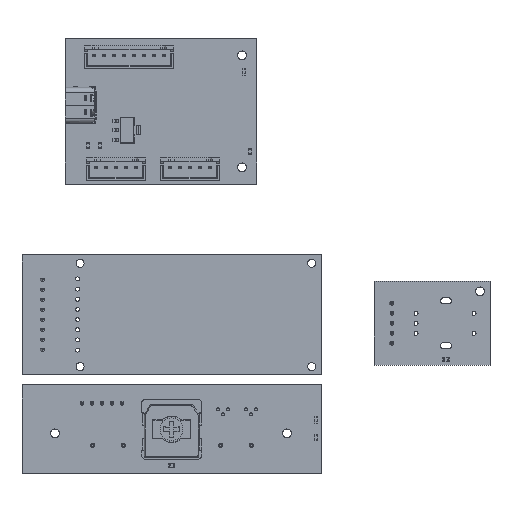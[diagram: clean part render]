
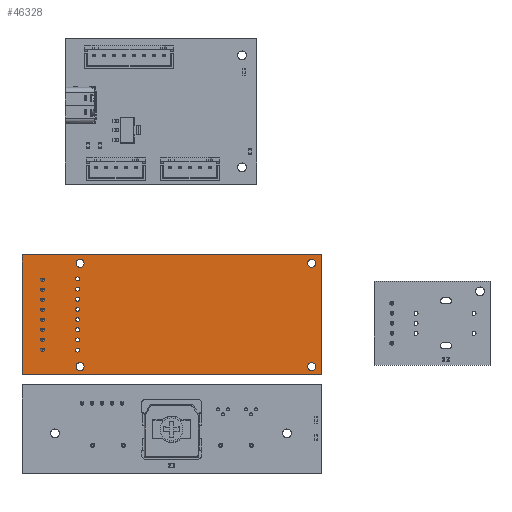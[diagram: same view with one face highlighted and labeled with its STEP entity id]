
A CAD part, top view. The second image highlights one B-rep face of the part: STEP entity #46328.
In plain terms, the highlighted planar face has unit normal (0, 0, 1).
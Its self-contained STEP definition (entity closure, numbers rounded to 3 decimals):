
#45996 = VERTEX_POINT('',#45997);
#45997 = CARTESIAN_POINT('',(146.8,-159.9,1.51));
#46003 = EDGE_CURVE('',#45996,#46004,#46006,.T.);
#46004 = VERTEX_POINT('',#46005);
#46005 = CARTESIAN_POINT('',(72.,-159.9,1.51));
#46006 = LINE('',#46007,#46008);
#46007 = CARTESIAN_POINT('',(146.8,-159.9,1.51));
#46008 = VECTOR('',#46009,1.);
#46009 = DIRECTION('',(-1.,0.,0.));
#46036 = VERTEX_POINT('',#46037);
#46037 = CARTESIAN_POINT('',(146.8,-129.9,1.51));
#46043 = EDGE_CURVE('',#46036,#45996,#46044,.T.);
#46044 = LINE('',#46045,#46046);
#46045 = CARTESIAN_POINT('',(146.8,-129.9,1.51));
#46046 = VECTOR('',#46047,1.);
#46047 = DIRECTION('',(0.,-1.,0.));
#46065 = EDGE_CURVE('',#46004,#46066,#46068,.T.);
#46066 = VERTEX_POINT('',#46067);
#46067 = CARTESIAN_POINT('',(72.,-129.9,1.51));
#46068 = LINE('',#46069,#46070);
#46069 = CARTESIAN_POINT('',(72.,-159.9,1.51));
#46070 = VECTOR('',#46071,1.);
#46071 = DIRECTION('',(0.,1.,0.));
#46328 = ADVANCED_FACE('',(#46329,#46340,#46351,#46362,#46373,#46384,
    #46395,#46406,#46417,#46428,#46439,#46450,#46461,#46472,#46483,
    #46494,#46505,#46516,#46527,#46538,#46549),#46560,.T.);
#46329 = FACE_BOUND('',#46330,.T.);
#46330 = EDGE_LOOP('',(#46331,#46332,#46333,#46339));
#46331 = ORIENTED_EDGE('',*,*,#46003,.F.);
#46332 = ORIENTED_EDGE('',*,*,#46043,.F.);
#46333 = ORIENTED_EDGE('',*,*,#46334,.F.);
#46334 = EDGE_CURVE('',#46066,#46036,#46335,.T.);
#46335 = LINE('',#46336,#46337);
#46336 = CARTESIAN_POINT('',(72.,-129.9,1.51));
#46337 = VECTOR('',#46338,1.);
#46338 = DIRECTION('',(1.,0.,0.));
#46339 = ORIENTED_EDGE('',*,*,#46065,.F.);
#46340 = FACE_BOUND('',#46341,.T.);
#46341 = EDGE_LOOP('',(#46342));
#46342 = ORIENTED_EDGE('',*,*,#46343,.F.);
#46343 = EDGE_CURVE('',#46344,#46344,#46346,.T.);
#46344 = VERTEX_POINT('',#46345);
#46345 = CARTESIAN_POINT('',(87.5,-157.8,1.51));
#46346 = CIRCLE('',#46347,1.);
#46347 = AXIS2_PLACEMENT_3D('',#46348,#46349,#46350);
#46348 = CARTESIAN_POINT('',(86.5,-157.8,1.51));
#46349 = DIRECTION('',(0.,0.,1.));
#46350 = DIRECTION('',(1.,0.,-0.));
#46351 = FACE_BOUND('',#46352,.T.);
#46352 = EDGE_LOOP('',(#46353));
#46353 = ORIENTED_EDGE('',*,*,#46354,.T.);
#46354 = EDGE_CURVE('',#46355,#46355,#46357,.T.);
#46355 = VERTEX_POINT('',#46356);
#46356 = CARTESIAN_POINT('',(77.125,-154.125,1.51));
#46357 = CIRCLE('',#46358,0.475);
#46358 = AXIS2_PLACEMENT_3D('',#46359,#46360,#46361);
#46359 = CARTESIAN_POINT('',(77.125,-153.65,1.51));
#46360 = DIRECTION('',(-0.,0.,-1.));
#46361 = DIRECTION('',(-0.,-1.,0.));
#46362 = FACE_BOUND('',#46363,.T.);
#46363 = EDGE_LOOP('',(#46364));
#46364 = ORIENTED_EDGE('',*,*,#46365,.T.);
#46365 = EDGE_CURVE('',#46366,#46366,#46368,.T.);
#46366 = VERTEX_POINT('',#46367);
#46367 = CARTESIAN_POINT('',(85.9,-154.18,1.51));
#46368 = CIRCLE('',#46369,0.5);
#46369 = AXIS2_PLACEMENT_3D('',#46370,#46371,#46372);
#46370 = CARTESIAN_POINT('',(85.9,-153.68,1.51));
#46371 = DIRECTION('',(-0.,0.,-1.));
#46372 = DIRECTION('',(-0.,-1.,0.));
#46373 = FACE_BOUND('',#46374,.T.);
#46374 = EDGE_LOOP('',(#46375));
#46375 = ORIENTED_EDGE('',*,*,#46376,.T.);
#46376 = EDGE_CURVE('',#46377,#46377,#46379,.T.);
#46377 = VERTEX_POINT('',#46378);
#46378 = CARTESIAN_POINT('',(77.125,-151.625,1.51));
#46379 = CIRCLE('',#46380,0.475);
#46380 = AXIS2_PLACEMENT_3D('',#46381,#46382,#46383);
#46381 = CARTESIAN_POINT('',(77.125,-151.15,1.51));
#46382 = DIRECTION('',(-0.,0.,-1.));
#46383 = DIRECTION('',(-0.,-1.,0.));
#46384 = FACE_BOUND('',#46385,.T.);
#46385 = EDGE_LOOP('',(#46386));
#46386 = ORIENTED_EDGE('',*,*,#46387,.T.);
#46387 = EDGE_CURVE('',#46388,#46388,#46390,.T.);
#46388 = VERTEX_POINT('',#46389);
#46389 = CARTESIAN_POINT('',(77.125,-149.125,1.51));
#46390 = CIRCLE('',#46391,0.475);
#46391 = AXIS2_PLACEMENT_3D('',#46392,#46393,#46394);
#46392 = CARTESIAN_POINT('',(77.125,-148.65,1.51));
#46393 = DIRECTION('',(-0.,0.,-1.));
#46394 = DIRECTION('',(-0.,-1.,0.));
#46395 = FACE_BOUND('',#46396,.T.);
#46396 = EDGE_LOOP('',(#46397));
#46397 = ORIENTED_EDGE('',*,*,#46398,.T.);
#46398 = EDGE_CURVE('',#46399,#46399,#46401,.T.);
#46399 = VERTEX_POINT('',#46400);
#46400 = CARTESIAN_POINT('',(85.9,-151.64,1.51));
#46401 = CIRCLE('',#46402,0.5);
#46402 = AXIS2_PLACEMENT_3D('',#46403,#46404,#46405);
#46403 = CARTESIAN_POINT('',(85.9,-151.14,1.51));
#46404 = DIRECTION('',(-0.,0.,-1.));
#46405 = DIRECTION('',(-0.,-1.,0.));
#46406 = FACE_BOUND('',#46407,.T.);
#46407 = EDGE_LOOP('',(#46408));
#46408 = ORIENTED_EDGE('',*,*,#46409,.T.);
#46409 = EDGE_CURVE('',#46410,#46410,#46412,.T.);
#46410 = VERTEX_POINT('',#46411);
#46411 = CARTESIAN_POINT('',(85.9,-149.1,1.51));
#46412 = CIRCLE('',#46413,0.5);
#46413 = AXIS2_PLACEMENT_3D('',#46414,#46415,#46416);
#46414 = CARTESIAN_POINT('',(85.9,-148.6,1.51));
#46415 = DIRECTION('',(-0.,0.,-1.));
#46416 = DIRECTION('',(-0.,-1.,0.));
#46417 = FACE_BOUND('',#46418,.T.);
#46418 = EDGE_LOOP('',(#46419));
#46419 = ORIENTED_EDGE('',*,*,#46420,.T.);
#46420 = EDGE_CURVE('',#46421,#46421,#46423,.T.);
#46421 = VERTEX_POINT('',#46422);
#46422 = CARTESIAN_POINT('',(77.125,-146.625,1.51));
#46423 = CIRCLE('',#46424,0.475);
#46424 = AXIS2_PLACEMENT_3D('',#46425,#46426,#46427);
#46425 = CARTESIAN_POINT('',(77.125,-146.15,1.51));
#46426 = DIRECTION('',(-0.,0.,-1.));
#46427 = DIRECTION('',(-0.,-1.,0.));
#46428 = FACE_BOUND('',#46429,.T.);
#46429 = EDGE_LOOP('',(#46430));
#46430 = ORIENTED_EDGE('',*,*,#46431,.T.);
#46431 = EDGE_CURVE('',#46432,#46432,#46434,.T.);
#46432 = VERTEX_POINT('',#46433);
#46433 = CARTESIAN_POINT('',(85.9,-146.56,1.51));
#46434 = CIRCLE('',#46435,0.5);
#46435 = AXIS2_PLACEMENT_3D('',#46436,#46437,#46438);
#46436 = CARTESIAN_POINT('',(85.9,-146.06,1.51));
#46437 = DIRECTION('',(-0.,0.,-1.));
#46438 = DIRECTION('',(-0.,-1.,0.));
#46439 = FACE_BOUND('',#46440,.T.);
#46440 = EDGE_LOOP('',(#46441));
#46441 = ORIENTED_EDGE('',*,*,#46442,.F.);
#46442 = EDGE_CURVE('',#46443,#46443,#46445,.T.);
#46443 = VERTEX_POINT('',#46444);
#46444 = CARTESIAN_POINT('',(145.4,-157.8,1.51));
#46445 = CIRCLE('',#46446,1.);
#46446 = AXIS2_PLACEMENT_3D('',#46447,#46448,#46449);
#46447 = CARTESIAN_POINT('',(144.4,-157.8,1.51));
#46448 = DIRECTION('',(0.,0.,1.));
#46449 = DIRECTION('',(1.,0.,-0.));
#46450 = FACE_BOUND('',#46451,.T.);
#46451 = EDGE_LOOP('',(#46452));
#46452 = ORIENTED_EDGE('',*,*,#46453,.T.);
#46453 = EDGE_CURVE('',#46454,#46454,#46456,.T.);
#46454 = VERTEX_POINT('',#46455);
#46455 = CARTESIAN_POINT('',(77.125,-144.125,1.51));
#46456 = CIRCLE('',#46457,0.475);
#46457 = AXIS2_PLACEMENT_3D('',#46458,#46459,#46460);
#46458 = CARTESIAN_POINT('',(77.125,-143.65,1.51));
#46459 = DIRECTION('',(-0.,0.,-1.));
#46460 = DIRECTION('',(-0.,-1.,0.));
#46461 = FACE_BOUND('',#46462,.T.);
#46462 = EDGE_LOOP('',(#46463));
#46463 = ORIENTED_EDGE('',*,*,#46464,.T.);
#46464 = EDGE_CURVE('',#46465,#46465,#46467,.T.);
#46465 = VERTEX_POINT('',#46466);
#46466 = CARTESIAN_POINT('',(85.9,-144.02,1.51));
#46467 = CIRCLE('',#46468,0.5);
#46468 = AXIS2_PLACEMENT_3D('',#46469,#46470,#46471);
#46469 = CARTESIAN_POINT('',(85.9,-143.52,1.51));
#46470 = DIRECTION('',(-0.,0.,-1.));
#46471 = DIRECTION('',(-0.,-1.,0.));
#46472 = FACE_BOUND('',#46473,.T.);
#46473 = EDGE_LOOP('',(#46474));
#46474 = ORIENTED_EDGE('',*,*,#46475,.T.);
#46475 = EDGE_CURVE('',#46476,#46476,#46478,.T.);
#46476 = VERTEX_POINT('',#46477);
#46477 = CARTESIAN_POINT('',(77.125,-141.625,1.51));
#46478 = CIRCLE('',#46479,0.475);
#46479 = AXIS2_PLACEMENT_3D('',#46480,#46481,#46482);
#46480 = CARTESIAN_POINT('',(77.125,-141.15,1.51));
#46481 = DIRECTION('',(-0.,0.,-1.));
#46482 = DIRECTION('',(-0.,-1.,0.));
#46483 = FACE_BOUND('',#46484,.T.);
#46484 = EDGE_LOOP('',(#46485));
#46485 = ORIENTED_EDGE('',*,*,#46486,.T.);
#46486 = EDGE_CURVE('',#46487,#46487,#46489,.T.);
#46487 = VERTEX_POINT('',#46488);
#46488 = CARTESIAN_POINT('',(77.125,-139.125,1.51));
#46489 = CIRCLE('',#46490,0.475);
#46490 = AXIS2_PLACEMENT_3D('',#46491,#46492,#46493);
#46491 = CARTESIAN_POINT('',(77.125,-138.65,1.51));
#46492 = DIRECTION('',(-0.,0.,-1.));
#46493 = DIRECTION('',(-0.,-1.,0.));
#46494 = FACE_BOUND('',#46495,.T.);
#46495 = EDGE_LOOP('',(#46496));
#46496 = ORIENTED_EDGE('',*,*,#46497,.T.);
#46497 = EDGE_CURVE('',#46498,#46498,#46500,.T.);
#46498 = VERTEX_POINT('',#46499);
#46499 = CARTESIAN_POINT('',(85.9,-141.48,1.51));
#46500 = CIRCLE('',#46501,0.5);
#46501 = AXIS2_PLACEMENT_3D('',#46502,#46503,#46504);
#46502 = CARTESIAN_POINT('',(85.9,-140.98,1.51));
#46503 = DIRECTION('',(-0.,0.,-1.));
#46504 = DIRECTION('',(-0.,-1.,0.));
#46505 = FACE_BOUND('',#46506,.T.);
#46506 = EDGE_LOOP('',(#46507));
#46507 = ORIENTED_EDGE('',*,*,#46508,.T.);
#46508 = EDGE_CURVE('',#46509,#46509,#46511,.T.);
#46509 = VERTEX_POINT('',#46510);
#46510 = CARTESIAN_POINT('',(85.9,-138.94,1.51));
#46511 = CIRCLE('',#46512,0.5);
#46512 = AXIS2_PLACEMENT_3D('',#46513,#46514,#46515);
#46513 = CARTESIAN_POINT('',(85.9,-138.44,1.51));
#46514 = DIRECTION('',(-0.,0.,-1.));
#46515 = DIRECTION('',(-0.,-1.,0.));
#46516 = FACE_BOUND('',#46517,.T.);
#46517 = EDGE_LOOP('',(#46518));
#46518 = ORIENTED_EDGE('',*,*,#46519,.T.);
#46519 = EDGE_CURVE('',#46520,#46520,#46522,.T.);
#46520 = VERTEX_POINT('',#46521);
#46521 = CARTESIAN_POINT('',(77.125,-136.625,1.51));
#46522 = CIRCLE('',#46523,0.475);
#46523 = AXIS2_PLACEMENT_3D('',#46524,#46525,#46526);
#46524 = CARTESIAN_POINT('',(77.125,-136.15,1.51));
#46525 = DIRECTION('',(-0.,0.,-1.));
#46526 = DIRECTION('',(-0.,-1.,0.));
#46527 = FACE_BOUND('',#46528,.T.);
#46528 = EDGE_LOOP('',(#46529));
#46529 = ORIENTED_EDGE('',*,*,#46530,.T.);
#46530 = EDGE_CURVE('',#46531,#46531,#46533,.T.);
#46531 = VERTEX_POINT('',#46532);
#46532 = CARTESIAN_POINT('',(85.9,-136.4,1.51));
#46533 = CIRCLE('',#46534,0.5);
#46534 = AXIS2_PLACEMENT_3D('',#46535,#46536,#46537);
#46535 = CARTESIAN_POINT('',(85.9,-135.9,1.51));
#46536 = DIRECTION('',(-0.,0.,-1.));
#46537 = DIRECTION('',(-0.,-1.,0.));
#46538 = FACE_BOUND('',#46539,.T.);
#46539 = EDGE_LOOP('',(#46540));
#46540 = ORIENTED_EDGE('',*,*,#46541,.F.);
#46541 = EDGE_CURVE('',#46542,#46542,#46544,.T.);
#46542 = VERTEX_POINT('',#46543);
#46543 = CARTESIAN_POINT('',(87.5,-132.,1.51));
#46544 = CIRCLE('',#46545,1.);
#46545 = AXIS2_PLACEMENT_3D('',#46546,#46547,#46548);
#46546 = CARTESIAN_POINT('',(86.5,-132.,1.51));
#46547 = DIRECTION('',(0.,0.,1.));
#46548 = DIRECTION('',(1.,0.,-0.));
#46549 = FACE_BOUND('',#46550,.T.);
#46550 = EDGE_LOOP('',(#46551));
#46551 = ORIENTED_EDGE('',*,*,#46552,.F.);
#46552 = EDGE_CURVE('',#46553,#46553,#46555,.T.);
#46553 = VERTEX_POINT('',#46554);
#46554 = CARTESIAN_POINT('',(145.4,-132.,1.51));
#46555 = CIRCLE('',#46556,1.);
#46556 = AXIS2_PLACEMENT_3D('',#46557,#46558,#46559);
#46557 = CARTESIAN_POINT('',(144.4,-132.,1.51));
#46558 = DIRECTION('',(0.,0.,1.));
#46559 = DIRECTION('',(1.,0.,-0.));
#46560 = PLANE('',#46561);
#46561 = AXIS2_PLACEMENT_3D('',#46562,#46563,#46564);
#46562 = CARTESIAN_POINT('',(0.,0.,1.51));
#46563 = DIRECTION('',(0.,0.,1.));
#46564 = DIRECTION('',(1.,0.,-0.));
